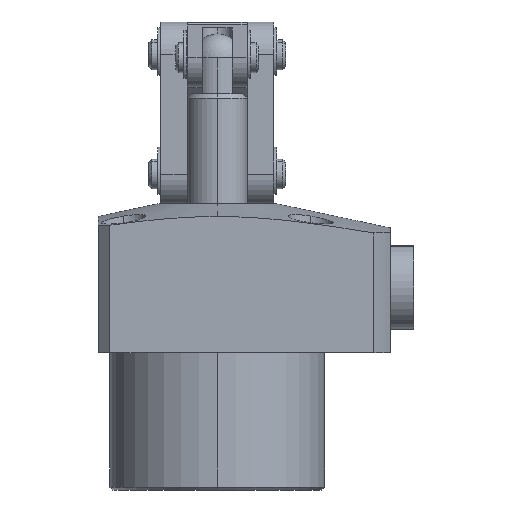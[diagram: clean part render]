
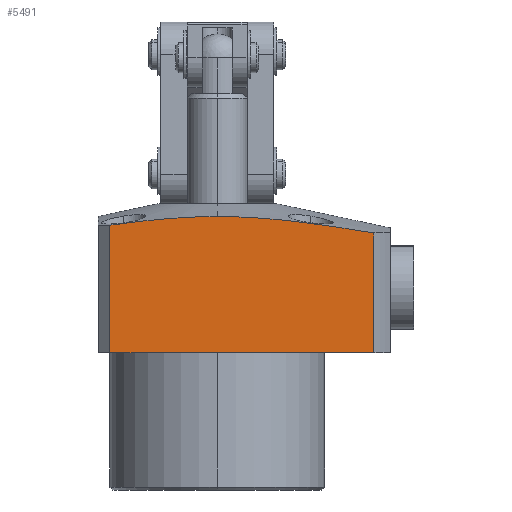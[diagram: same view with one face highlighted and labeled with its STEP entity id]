
A CAD part, left-side view. The second image highlights one B-rep face of the part: STEP entity #5491.
In plain terms, the highlighted face is planar.
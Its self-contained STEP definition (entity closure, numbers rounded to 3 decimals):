
#972 = CARTESIAN_POINT ( 'NONE',  ( 18., 44.406, -20. ) ) ;
#1006 = CARTESIAN_POINT ( 'NONE',  ( 15.02, 44.83, -20. ) ) ;
#1038 = CARTESIAN_POINT ( 'NONE',  ( -26.249, 23., -20. ) ) ;
#1065 = CARTESIAN_POINT ( 'NONE',  ( 12.029, 45.199, -20. ) ) ;
#1099 = CARTESIAN_POINT ( 'NONE',  ( 7.514, 45.594, -20. ) ) ;
#1126 = CARTESIAN_POINT ( 'NONE',  ( 6.008, 45.698, -20. ) ) ;
#1228 = CARTESIAN_POINT ( 'NONE',  ( 3.001, 45.838, -20. ) ) ;
#1268 = EDGE_CURVE ( 'NONE', #5004, #3902, #4405, .T. ) ;
#1315 = CARTESIAN_POINT ( 'NONE',  ( 0., 45.874, -20. ) ) ;
#1343 = CARTESIAN_POINT ( 'NONE',  ( 1.5, 45.874, -20. ) ) ;
#1635 = ORIENTED_EDGE ( 'NONE', *, *, #5684, .T. ) ;
#1668 = AXIS2_PLACEMENT_3D ( 'NONE', #6632, #4550, #4520 ) ;
#1871 = CARTESIAN_POINT ( 'NONE',  ( 18., 44.406, -20. ) ) ;
#2135 = VECTOR ( 'NONE', #4625, 1000. ) ;
#2157 = LINE ( 'NONE', #4776, #2135 ) ;
#2381 = ORIENTED_EDGE ( 'NONE', *, *, #2984, .T. ) ;
#2521 = ORIENTED_EDGE ( 'NONE', *, *, #7641, .T. ) ;
#2559 = VECTOR ( 'NONE', #6342, 1000. ) ;
#2622 = LINE ( 'NONE', #6353, #2559 ) ;
#2687 = VERTEX_POINT ( 'NONE', #4062 ) ;
#2984 = EDGE_CURVE ( 'NONE', #3902, #3407, #2622, .T. ) ;
#3337 = CARTESIAN_POINT ( 'NONE',  ( -15.342, 44.782, -20. ) ) ;
#3347 = EDGE_CURVE ( 'NONE', #5004, #3780, #2157, .T. ) ;
#3407 = VERTEX_POINT ( 'NONE', #4600 ) ;
#3780 = VERTEX_POINT ( 'NONE', #1871 ) ;
#3902 = VERTEX_POINT ( 'NONE', #1038 ) ;
#3943 = CARTESIAN_POINT ( 'NONE',  ( -4.395, 45.796, -20. ) ) ;
#3957 = CARTESIAN_POINT ( 'NONE',  ( -2.2, 45.874, -20. ) ) ;
#3977 = CARTESIAN_POINT ( 'NONE',  ( 0., 45.874, -20. ) ) ;
#3989 = CARTESIAN_POINT ( 'NONE',  ( -21.892, 43.831, -20. ) ) ;
#4062 = CARTESIAN_POINT ( 'NONE',  ( 0., 45.874, -20. ) ) ;
#4086 = CARTESIAN_POINT ( 'NONE',  ( -10.969, 45.293, -20. ) ) ;
#4110 = CARTESIAN_POINT ( 'NONE',  ( -8.78, 45.504, -20. ) ) ;
#4213 = CARTESIAN_POINT ( 'NONE',  ( -17.526, 44.483, -20. ) ) ;
#4296 = CARTESIAN_POINT ( 'NONE',  ( -26.249, 43.111, -20. ) ) ;
#4388 = VECTOR ( 'NONE', #6528, 1000. ) ;
#4405 = LINE ( 'NONE', #7045, #4388 ) ;
#4520 = DIRECTION ( 'NONE',  ( 1., 0., 0. ) ) ;
#4550 = DIRECTION ( 'NONE',  ( 0., 0., 1. ) ) ;
#4600 = CARTESIAN_POINT ( 'NONE',  ( -26.249, 43.111, -20. ) ) ;
#4625 = DIRECTION ( 'NONE',  ( 0., 1., 0. ) ) ;
#4631 = CARTESIAN_POINT ( 'NONE',  ( -24.072, 43.479, -20. ) ) ;
#4736 = PLANE ( 'NONE',  #1668 ) ;
#4776 = CARTESIAN_POINT ( 'NONE',  ( 18., 0., -20. ) ) ;
#5004 = VERTEX_POINT ( 'NONE', #8195 ) ;
#5491 = ADVANCED_FACE ( 'NONE', ( #8412 ), #4736, .F. ) ;
#5684 = EDGE_CURVE ( 'NONE', #2687, #3780, #8279, .T. ) ;
#6119 = ORIENTED_EDGE ( 'NONE', *, *, #3347, .F. ) ;
#6151 = B_SPLINE_CURVE_WITH_KNOTS ( 'NONE', 3,
 ( #4296, #4631, #3989, #4213, #3337, #4086, #4110, #3943, #3957, #3977 ),
 .UNSPECIFIED., .F., .F.,
 ( 4, 2, 2, 2, 4 ),
 ( 0.023, 0.03, 0.037, 0.043, 0.05 ),
 .UNSPECIFIED. ) ;
#6342 = DIRECTION ( 'NONE',  ( 0., 1., 0. ) ) ;
#6353 = CARTESIAN_POINT ( 'NONE',  ( -26.249, 0., -20. ) ) ;
#6528 = DIRECTION ( 'NONE',  ( -1., 0., 0. ) ) ;
#6559 = EDGE_LOOP ( 'NONE', ( #2381, #2521, #1635, #6119, #6717 ) ) ;
#6632 = CARTESIAN_POINT ( 'NONE',  ( 0., 0., -20. ) ) ;
#6717 = ORIENTED_EDGE ( 'NONE', *, *, #1268, .T. ) ;
#7045 = CARTESIAN_POINT ( 'NONE',  ( 18., 23., -20. ) ) ;
#7641 = EDGE_CURVE ( 'NONE', #3407, #2687, #6151, .T. ) ;
#8195 = CARTESIAN_POINT ( 'NONE',  ( 18., 23., -20. ) ) ;
#8279 = B_SPLINE_CURVE_WITH_KNOTS ( 'NONE', 3,
 ( #1315, #1343, #1228, #1126, #1099, #1065, #1006, #972 ),
 .UNSPECIFIED., .F., .F.,
 ( 4, 2, 2, 4 ),
 ( 0.05, 0.054, 0.059, 0.068 ),
 .UNSPECIFIED. ) ;
#8412 = FACE_OUTER_BOUND ( 'NONE', #6559, .T. ) ;
